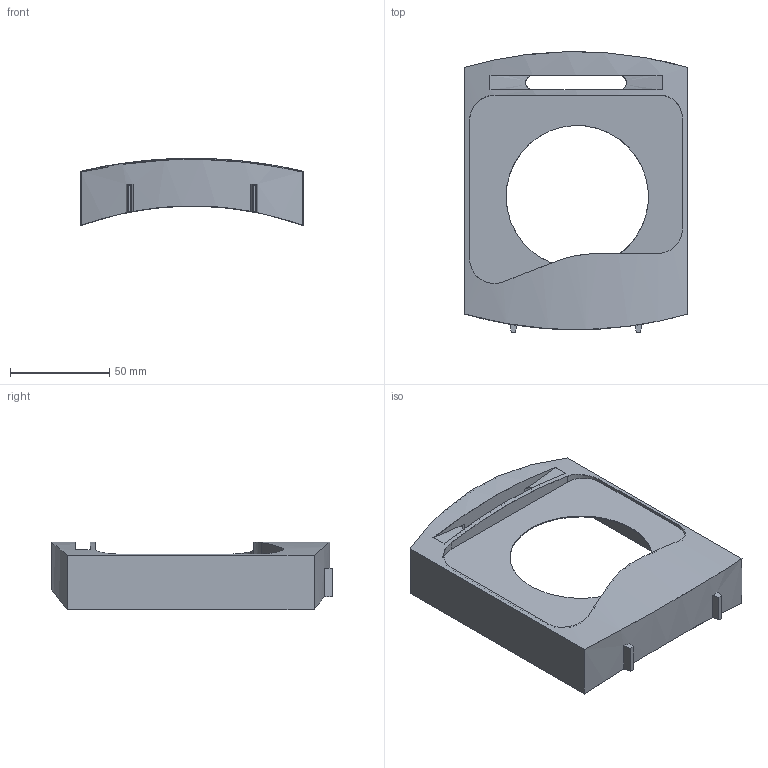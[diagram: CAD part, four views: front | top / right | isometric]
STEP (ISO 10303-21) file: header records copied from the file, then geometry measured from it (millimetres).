
FILE_DESCRIPTION(/* description */ (''),/* implementation_level */ '2;1');
FILE_NAME(/* name */ 'SpkFace',/* time_stamp */ '1999-06-17T17:22:35-04:00',/* author */ ('PC User'),/* organization */ ('3D/EYE, Inc.'),/* preprocessor_version */ 'ST-DEVELOPER 1.6',/* originating_system */ 'IronCAD2.0',/* authorisation */ '');
FILE_SCHEMA (('CONFIG_CONTROL_DESIGN'));
Products named in the file (1): 1
Bounding box: 112.4 x 141.59 x 33.98 mm (x, y, z)
Volume: 13978.6 mm3; surface area: 55629 mm2
Topology: 1 solids, 1 shells, 64 faces, 179 edges, 119 vertices
Faces by surface type: plane 37, cylinder 27
Entity records: 2467 total; most frequent: CARTESIAN_POINT 661, ORIENTED_EDGE 358, DIRECTION 279, EDGE_CURVE 179, INTERSECTION_CURVE 179, VERTEX_POINT 119, AXIS2_PLACEMENT_3D 115, LINE 86
